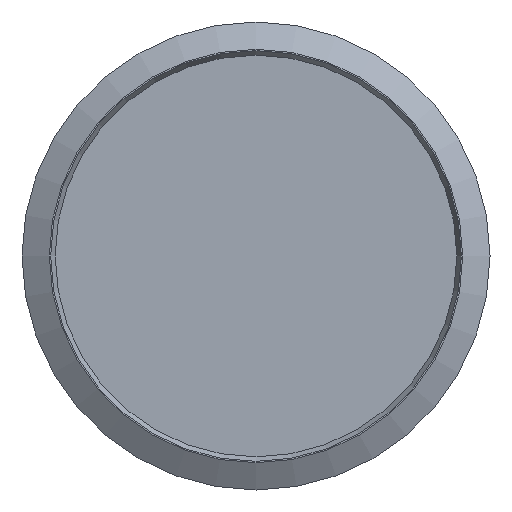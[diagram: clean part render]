
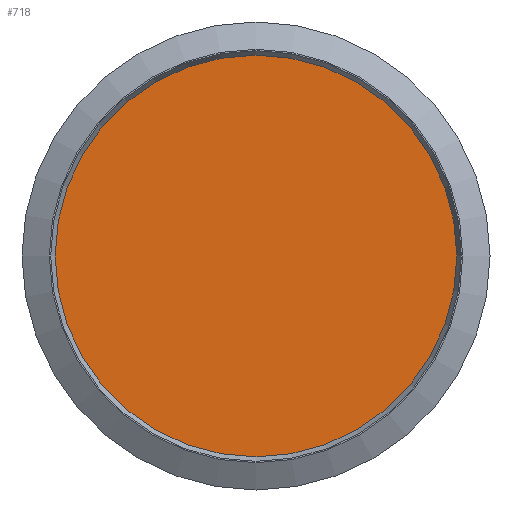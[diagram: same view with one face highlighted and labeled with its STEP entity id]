
A CAD part, front view. The second image highlights one B-rep face of the part: STEP entity #718.
In plain terms, the highlighted planar face has unit normal (0, -1, 0).
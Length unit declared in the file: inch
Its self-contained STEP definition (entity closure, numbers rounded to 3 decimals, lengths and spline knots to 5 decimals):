
#33 = FACE_OUTER_BOUND ( 'NONE', #611, .T. ) ;
#60 = AXIS2_PLACEMENT_3D ( 'NONE', #179, #685, #620 ) ;
#92 = CARTESIAN_POINT ( 'NONE',  ( 0., -1.96063, 0. ) ) ;
#153 = DIRECTION ( 'NONE',  ( 0., -1., 0. ) ) ;
#179 = CARTESIAN_POINT ( 'NONE',  ( 0., -1.96063, 0. ) ) ;
#326 = CARTESIAN_POINT ( 'NONE',  ( 0.20276, -1.96063, 0. ) ) ;
#448 = EDGE_CURVE ( 'NONE', #579, #579, #558, .T. ) ;
#473 = AXIS2_PLACEMENT_3D ( 'NONE', #92, #153, #499 ) ;
#499 = DIRECTION ( 'NONE',  ( 1., 0., 0. ) ) ;
#547 = PLANE ( 'NONE',  #473 ) ;
#558 = CIRCLE ( 'NONE', #60, 0.20276 ) ;
#579 = VERTEX_POINT ( 'NONE', #326 ) ;
#611 = EDGE_LOOP ( 'NONE', ( #709 ) ) ;
#620 = DIRECTION ( 'NONE',  ( 1., 0., 0. ) ) ;
#685 = DIRECTION ( 'NONE',  ( 0., -1., 0. ) ) ;
#709 = ORIENTED_EDGE ( 'NONE', *, *, #448, .T. ) ;
#718 = ADVANCED_FACE ( 'NONE', ( #33 ), #547, .T. ) ;
